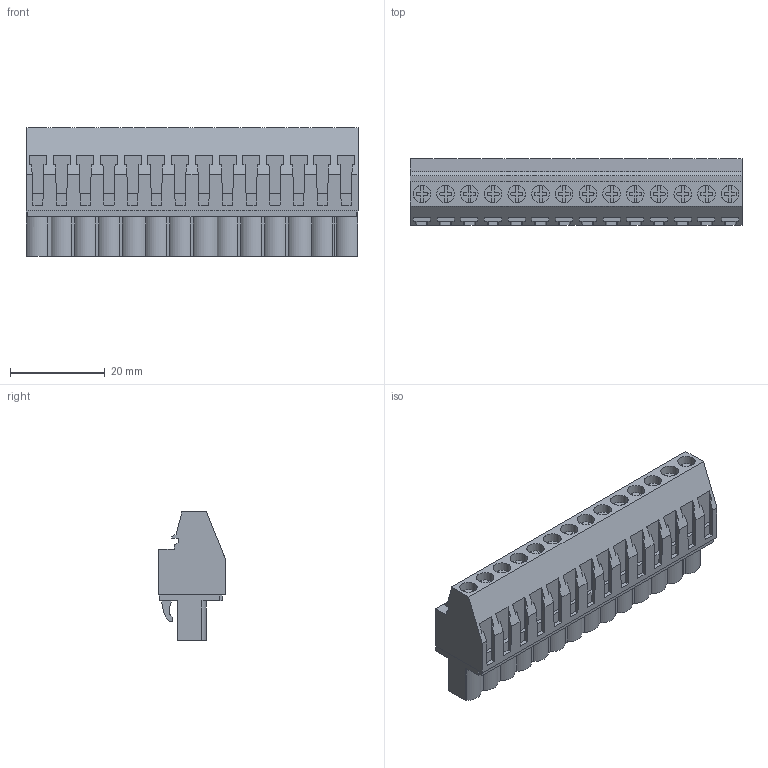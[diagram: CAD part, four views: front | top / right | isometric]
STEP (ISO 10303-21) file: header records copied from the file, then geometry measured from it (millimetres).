
FILE_DESCRIPTION(('CATIA V5 STEP Exchange','CAx-IF Rec.Pracs.--- Model Styling and Organization---1.2---2011-12-15'),'2;1');
FILE_NAME ('D1460414_0_1958060000_1958060000.stp','2017-09-20T13:02:31+00:00',('none'),('Weidmueller'),'CATIA Version 5-6 Release 2014','CATIA V5 STEP AP214','none');
FILE_SCHEMA(('AUTOMOTIVE_DESIGN { 1 0 10303 214 1 1 1 1 }'));
Length unit declared in the file: millimetre
Products named in the file (1): 1958060000
Bounding box: 70 x 14.05 x 27.2 mm (x, y, z)
Volume: 15950.4 mm3; surface area: 9289.6 mm2
Topology: 15 solids, 15 shells, 890 faces, 2470 edges, 1667 vertices
Faces by surface type: plane 756, cylinder 124, extrusion 10
Entity records: 26222 total; most frequent: ORIENTED_EDGE 4940, CARTESIAN_POINT 4861, DIRECTION 3468, EDGE_CURVE 2470, VECTOR 2146, LINE 2136, VERTEX_POINT 1667, EDGE_LOOP 947
